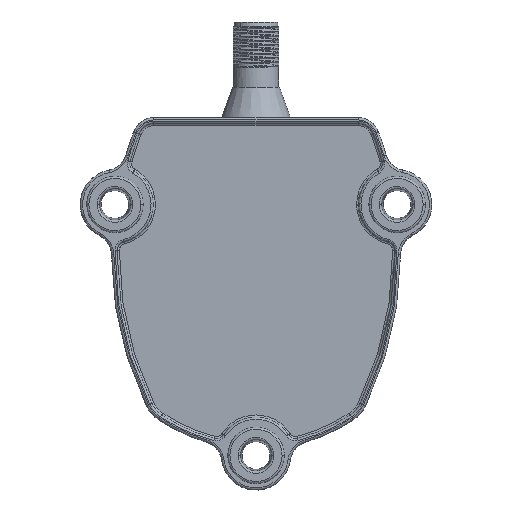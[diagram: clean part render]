
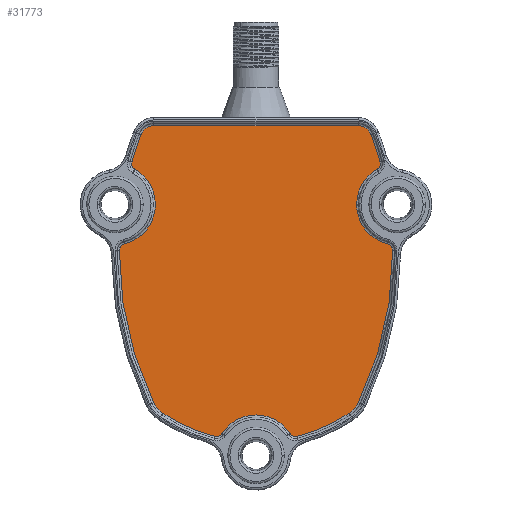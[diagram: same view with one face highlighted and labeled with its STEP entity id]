
A CAD part, front view. The second image highlights one B-rep face of the part: STEP entity #31773.
In plain terms, the highlighted planar face has unit normal (0, -1, 0).
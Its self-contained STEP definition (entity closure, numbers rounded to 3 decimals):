
#11537=CARTESIAN_POINT('',(-22.374,5.917,
1.865));
#11538=DIRECTION('',(0.,1.,0.));
#11539=DIRECTION('',(-1.,0.,0.011));
#11540=AXIS2_PLACEMENT_3D('',#11537,#11538,#11539);
#11542=CARTESIAN_POINT('',(-24.903,5.917,
12.389));
#11543=DIRECTION('',(0.,-1.,0.));
#11544=DIRECTION('',(0.234,0.,-0.972));
#11545=AXIS2_PLACEMENT_3D('',#11542,#11543,#11544);
#11547=CARTESIAN_POINT('',(-19.509,5.917,
21.772));
#11548=DIRECTION('',(0.,1.,0.));
#11549=DIRECTION('',(-0.498,0.,-0.867));
#11550=AXIS2_PLACEMENT_3D('',#11547,#11548,#11549);
#11552=CARTESIAN_POINT('',(54.297,5.917,0.989));
#11553=DIRECTION('',(0.,1.,0.));
#11554=DIRECTION('',(-0.963,0.,0.271));
#11555=AXIS2_PLACEMENT_3D('',#11552,#11553,#11554);
#11557=CARTESIAN_POINT('',(-15.903,5.917,
27.389));
#11558=DIRECTION('',(0.,1.,0.));
#11559=DIRECTION('',(-0.936,0.,0.352));
#11560=AXIS2_PLACEMENT_3D('',#11557,#11558,#11559);
#11562=CARTESIAN_POINT('',(31.097,5.917,27.389));
#11563=DIRECTION('',(0.,1.,0.));
#11564=DIRECTION('',(0.,0.,1.));
#11565=AXIS2_PLACEMENT_3D('',#11562,#11563,#11564);
#11567=CARTESIAN_POINT('',(-39.103,5.917,0.989));
#11568=DIRECTION('',(0.,1.,0.));
#11569=DIRECTION('',(0.936,0.,0.352));
#11570=AXIS2_PLACEMENT_3D('',#11567,#11568,#11569);
#11572=CARTESIAN_POINT('',(34.703,5.917,21.772));
#11573=DIRECTION('',(0.,1.,0.));
#11574=DIRECTION('',(0.963,0.,0.271));
#11575=AXIS2_PLACEMENT_3D('',#11572,#11573,#11574);
#11577=CARTESIAN_POINT('',(40.097,5.917,12.389));
#11578=DIRECTION('',(0.,-1.,0.));
#11579=DIRECTION('',(-0.498,0.,0.867));
#11580=AXIS2_PLACEMENT_3D('',#11577,#11578,#11579);
#11582=CARTESIAN_POINT('',(37.568,5.917,1.865));
#11583=DIRECTION('',(0.,1.,0.));
#11584=DIRECTION('',(0.234,0.,0.972));
#11585=AXIS2_PLACEMENT_3D('',#11582,#11583,#11584);
#11587=CARTESIAN_POINT('',(-39.103,5.917,0.989));
#11588=DIRECTION('',(0.,1.,0.));
#11589=DIRECTION('',(1.,0.,0.011));
#11590=AXIS2_PLACEMENT_3D('',#11587,#11588,#11589);
#11592=CARTESIAN_POINT('',(25.618,5.917,
-30.557));
#11593=DIRECTION('',(0.,1.,0.));
#11594=DIRECTION('',(0.899,0.,-0.438));
#11595=AXIS2_PLACEMENT_3D('',#11592,#11593,#11594);
#11597=CARTESIAN_POINT('',(7.597,5.917,
-3.511));
#11598=DIRECTION('',(0.,1.,0.));
#11599=DIRECTION('',(0.555,0.,-0.832));
#11600=AXIS2_PLACEMENT_3D('',#11597,#11598,#11599);
#11602=CARTESIAN_POINT('',(16.7,5.917,
-39.556));
#11603=DIRECTION('',(0.,1.,0.));
#11604=DIRECTION('',(0.245,0.,-0.97));
#11605=AXIS2_PLACEMENT_3D('',#11602,#11603,#11604);
#11607=CARTESIAN_POINT('',(7.597,5.917,
-45.411));
#11608=DIRECTION('',(0.,-1.,0.));
#11609=DIRECTION('',(0.841,0.,0.541));
#11610=AXIS2_PLACEMENT_3D('',#11607,#11608,#11609);
#11612=CARTESIAN_POINT('',(-1.506,5.917,
-39.556));
#11613=DIRECTION('',(0.,1.,0.));
#11614=DIRECTION('',(0.841,0.,-0.541));
#11615=AXIS2_PLACEMENT_3D('',#11612,#11613,#11614);
#11617=CARTESIAN_POINT('',(7.597,5.917,
-3.511));
#11618=DIRECTION('',(0.,1.,0.));
#11619=DIRECTION('',(-0.245,0.,-0.97));
#11620=AXIS2_PLACEMENT_3D('',#11617,#11618,#11619);
#11622=CARTESIAN_POINT('',(-10.424,5.917,
-30.557));
#11623=DIRECTION('',(0.,1.,0.));
#11624=DIRECTION('',(-0.555,0.,-0.832));
#11625=AXIS2_PLACEMENT_3D('',#11622,#11623,#11624);
#11627=CARTESIAN_POINT('',(54.297,5.917,0.989));
#11628=DIRECTION('',(0.,1.,0.));
#11629=DIRECTION('',(-0.899,0.,-0.438));
#11630=AXIS2_PLACEMENT_3D('',#11627,#11628,#11629);
#11692=DIRECTION('',(-1.,0.,0.));
#11693=VECTOR('',#11692,47.);
#11694=CARTESIAN_POINT('',(31.097,5.917,30.564));
#11695=LINE('',#11694,#11693);
#12346=CARTESIAN_POINT('',(-23.873,5.917,
1.882));
#12347=CARTESIAN_POINT('',(-22.724,5.917,
3.322));
#12348=VERTEX_POINT('',#12346);
#12349=VERTEX_POINT('',#12347);
#12350=CARTESIAN_POINT('',(-20.256,5.917,
20.473));
#12351=VERTEX_POINT('',#12350);
#12352=CARTESIAN_POINT('',(-20.952,5.917,
22.179));
#12353=VERTEX_POINT('',#12352);
#12354=CARTESIAN_POINT('',(-18.875,5.917,
28.506));
#12355=VERTEX_POINT('',#12354);
#12356=CARTESIAN_POINT('',(-15.903,5.917,
30.564));
#12357=VERTEX_POINT('',#12356);
#12358=CARTESIAN_POINT('',(31.097,5.917,30.564));
#12359=VERTEX_POINT('',#12358);
#12360=CARTESIAN_POINT('',(34.069,5.917,28.506));
#12361=VERTEX_POINT('',#12360);
#12362=CARTESIAN_POINT('',(36.146,5.917,22.179));
#12363=VERTEX_POINT('',#12362);
#12364=CARTESIAN_POINT('',(35.45,5.917,20.473));
#12365=VERTEX_POINT('',#12364);
#12366=CARTESIAN_POINT('',(37.918,5.917,3.322));
#12367=VERTEX_POINT('',#12366);
#12368=CARTESIAN_POINT('',(39.067,5.917,1.882));
#12369=VERTEX_POINT('',#12368);
#12370=CARTESIAN_POINT('',(31.169,5.917,
-33.263));
#12371=VERTEX_POINT('',#12370);
#12372=CARTESIAN_POINT('',(29.043,5.917,
-35.696));
#12373=VERTEX_POINT('',#12372);
#12374=CARTESIAN_POINT('',(17.067,5.917,
-41.009));
#12375=VERTEX_POINT('',#12374);
#12376=CARTESIAN_POINT('',(15.439,5.917,
-40.367));
#12377=VERTEX_POINT('',#12376);
#12378=CARTESIAN_POINT('',(-0.245,5.917,
-40.367));
#12379=VERTEX_POINT('',#12378);
#12380=CARTESIAN_POINT('',(-1.873,5.917,
-41.009));
#12381=VERTEX_POINT('',#12380);
#12382=CARTESIAN_POINT('',(-13.849,5.917,
-35.696));
#12383=VERTEX_POINT('',#12382);
#12384=CARTESIAN_POINT('',(-15.975,5.917,
-33.263));
#12385=VERTEX_POINT('',#12384);
#31727=CARTESIAN_POINT('',(7.597,5.917,
-11.111));
#31728=DIRECTION('',(0.,-1.,0.));
#31729=DIRECTION('',(-1.,0.,0.));
#31730=AXIS2_PLACEMENT_3D('',#31727,#31728,#31729);
#31731=PLANE('',#31730);
#31733=ORIENTED_EDGE('',*,*,#31732,.T.);
#31735=ORIENTED_EDGE('',*,*,#31734,.T.);
#31737=ORIENTED_EDGE('',*,*,#31736,.T.);
#31739=ORIENTED_EDGE('',*,*,#31738,.T.);
#31741=ORIENTED_EDGE('',*,*,#31740,.T.);
#31743=ORIENTED_EDGE('',*,*,#31742,.F.);
#31745=ORIENTED_EDGE('',*,*,#31744,.T.);
#31747=ORIENTED_EDGE('',*,*,#31746,.T.);
#31749=ORIENTED_EDGE('',*,*,#31748,.T.);
#31751=ORIENTED_EDGE('',*,*,#31750,.T.);
#31753=ORIENTED_EDGE('',*,*,#31752,.T.);
#31755=ORIENTED_EDGE('',*,*,#31754,.T.);
#31757=ORIENTED_EDGE('',*,*,#31756,.T.);
#31759=ORIENTED_EDGE('',*,*,#31758,.T.);
#31761=ORIENTED_EDGE('',*,*,#31760,.T.);
#31763=ORIENTED_EDGE('',*,*,#31762,.T.);
#31765=ORIENTED_EDGE('',*,*,#31764,.T.);
#31767=ORIENTED_EDGE('',*,*,#31766,.T.);
#31768=ORIENTED_EDGE('',*,*,#31710,.T.);
#31770=ORIENTED_EDGE('',*,*,#31769,.T.);
#31771=EDGE_LOOP('',(#31733,#31735,#31737,#31739,#31741,#31743,#31745,#31747,
#31749,#31751,#31753,#31755,#31757,#31759,#31761,#31763,#31765,#31767,#31768,
#31770));
#31772=FACE_OUTER_BOUND('',#31771,.F.);
#31773=ADVANCED_FACE('',(#31772),#31731,.T.);
#11541=CIRCLE('',#11540,1.499);
#11546=CIRCLE('',#11545,9.325);
#11551=CIRCLE('',#11550,1.499);
#11556=CIRCLE('',#11555,78.175);
#11561=CIRCLE('',#11560,3.175);
#11566=CIRCLE('',#11565,3.175);
#11571=CIRCLE('',#11570,78.175);
#11576=CIRCLE('',#11575,1.499);
#11581=CIRCLE('',#11580,9.325);
#11586=CIRCLE('',#11585,1.499);
#11591=CIRCLE('',#11590,78.175);
#11596=CIRCLE('',#11595,6.175);
#11601=CIRCLE('',#11600,38.675);
#11606=CIRCLE('',#11605,1.499);
#11611=CIRCLE('',#11610,9.325);
#11616=CIRCLE('',#11615,1.499);
#11621=CIRCLE('',#11620,38.675);
#11626=CIRCLE('',#11625,6.175);
#11631=CIRCLE('',#11630,78.175);
#31710=EDGE_CURVE('',#12383,#12385,#11626,.T.);
#31732=EDGE_CURVE('',#12348,#12349,#11541,.T.);
#31734=EDGE_CURVE('',#12349,#12351,#11546,.T.);
#31736=EDGE_CURVE('',#12351,#12353,#11551,.T.);
#31738=EDGE_CURVE('',#12353,#12355,#11556,.T.);
#31740=EDGE_CURVE('',#12355,#12357,#11561,.T.);
#31742=EDGE_CURVE('',#12359,#12357,#11695,.T.);
#31744=EDGE_CURVE('',#12359,#12361,#11566,.T.);
#31746=EDGE_CURVE('',#12361,#12363,#11571,.T.);
#31748=EDGE_CURVE('',#12363,#12365,#11576,.T.);
#31750=EDGE_CURVE('',#12365,#12367,#11581,.T.);
#31752=EDGE_CURVE('',#12367,#12369,#11586,.T.);
#31754=EDGE_CURVE('',#12369,#12371,#11591,.T.);
#31756=EDGE_CURVE('',#12371,#12373,#11596,.T.);
#31758=EDGE_CURVE('',#12373,#12375,#11601,.T.);
#31760=EDGE_CURVE('',#12375,#12377,#11606,.T.);
#31762=EDGE_CURVE('',#12377,#12379,#11611,.T.);
#31764=EDGE_CURVE('',#12379,#12381,#11616,.T.);
#31766=EDGE_CURVE('',#12381,#12383,#11621,.T.);
#31769=EDGE_CURVE('',#12385,#12348,#11631,.T.);
